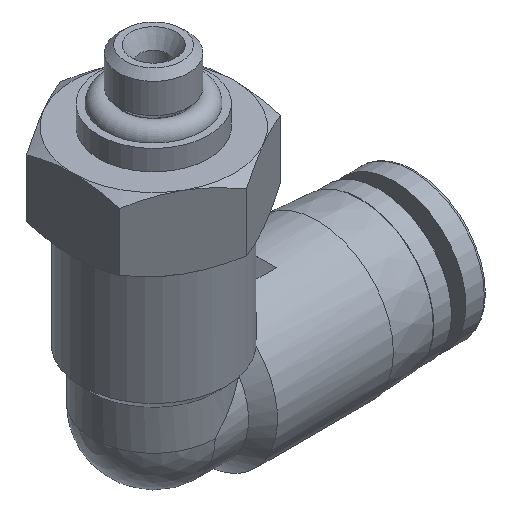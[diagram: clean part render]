
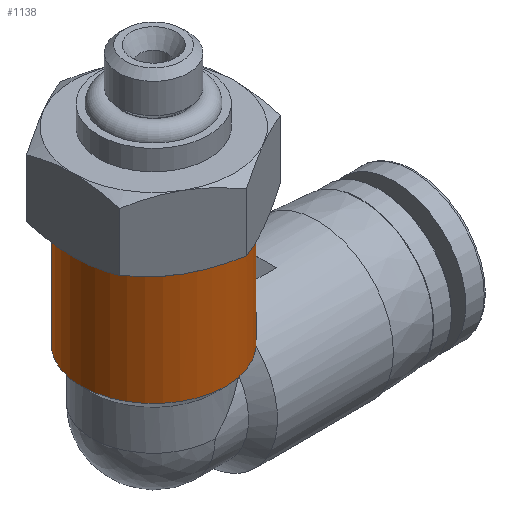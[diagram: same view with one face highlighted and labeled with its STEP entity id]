
A CAD part, isometric view. The second image highlights one B-rep face of the part: STEP entity #1138.
In plain terms, the highlighted cylindrical face has radius 5 mm (diameter 10 mm), a full revolution.
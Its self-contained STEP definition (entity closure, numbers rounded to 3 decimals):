
#44=LINE('',#1603,#56);
#45=LINE('',#1607,#57);
#56=VECTOR('',#1337,1000.);
#57=VECTOR('',#1340,1000.);
#92=B_SPLINE_CURVE_WITH_KNOTS('',3,(#1587,#1588,#1589,#1590),
 .UNSPECIFIED.,.F.,.F.,(4,4),(0.,0.),
 .UNSPECIFIED.);
#93=B_SPLINE_CURVE_WITH_KNOTS('',3,(#1592,#1593,#1594,#1595),
 .UNSPECIFIED.,.F.,.F.,(4,4),(0.,0.),
 .UNSPECIFIED.);
#94=B_SPLINE_CURVE_WITH_KNOTS('',3,(#1597,#1598,#1599,#1600,#1601),
 .UNSPECIFIED.,.F.,.F.,(4,1,4),(0.006,0.008,0.009),
 .UNSPECIFIED.);
#95=B_SPLINE_CURVE_WITH_KNOTS('',3,(#1609,#1610,#1611,#1612),
 .UNSPECIFIED.,.F.,.F.,(4,4),(0.,0.003),.UNSPECIFIED.);
#123=ELLIPSE('',#1211,7.071,5.);
#138=ORIENTED_EDGE('',*,*,#331,.F.);
#139=ORIENTED_EDGE('',*,*,#332,.F.);
#140=ORIENTED_EDGE('',*,*,#329,.T.);
#141=ORIENTED_EDGE('',*,*,#333,.F.);
#142=ORIENTED_EDGE('',*,*,#334,.F.);
#143=ORIENTED_EDGE('',*,*,#335,.F.);
#144=ORIENTED_EDGE('',*,*,#336,.F.);
#145=ORIENTED_EDGE('',*,*,#337,.T.);
#146=ORIENTED_EDGE('',*,*,#338,.F.);
#329=EDGE_CURVE('',#426,#425,#490,.T.);
#331=EDGE_CURVE('',#427,#427,#491,.T.);
#332=EDGE_CURVE('',#426,#428,#92,.T.);
#333=EDGE_CURVE('',#429,#425,#93,.T.);
#334=EDGE_CURVE('',#430,#429,#94,.T.);
#335=EDGE_CURVE('',#431,#430,#44,.F.);
#336=EDGE_CURVE('',#432,#431,#123,.T.);
#337=EDGE_CURVE('',#432,#433,#45,.F.);
#338=EDGE_CURVE('',#428,#433,#95,.T.);
#425=VERTEX_POINT('',#1577);
#426=VERTEX_POINT('',#1579);
#427=VERTEX_POINT('',#1586);
#428=VERTEX_POINT('',#1591);
#429=VERTEX_POINT('',#1596);
#430=VERTEX_POINT('',#1602);
#431=VERTEX_POINT('',#1604);
#432=VERTEX_POINT('',#1606);
#433=VERTEX_POINT('',#1608);
#490=CIRCLE('',#1208,5.);
#491=CIRCLE('',#1210,5.);
#538=EDGE_LOOP('',(#138));
#539=EDGE_LOOP('',(#139,#140,#141,#142,#143,#144,#145,#146));
#627=FACE_BOUND('',#538,.T.);
#628=FACE_BOUND('',#539,.T.);
#714=CYLINDRICAL_SURFACE('',#1209,5.);
#1138=ADVANCED_FACE('',(#627,#628),#714,.T.);
#1208=AXIS2_PLACEMENT_3D('',#1578,#1331,#1332);
#1209=AXIS2_PLACEMENT_3D('',#1584,#1333,#1334);
#1210=AXIS2_PLACEMENT_3D('',#1585,#1335,#1336);
#1211=AXIS2_PLACEMENT_3D('',#1605,#1338,#1339);
#1331=DIRECTION('',(0.,0.,1.));
#1332=DIRECTION('',(1.,0.,0.));
#1333=DIRECTION('',(0.,0.,1.));
#1334=DIRECTION('',(1.,0.,0.));
#1335=DIRECTION('',(0.,0.,1.));
#1336=DIRECTION('',(1.,0.,0.));
#1337=DIRECTION('',(0.,0.,1.));
#1338=DIRECTION('',(-0.707,0.,-0.707));
#1339=DIRECTION('',(-0.707,0.,0.707));
#1340=DIRECTION('',(0.,0.,1.));
#1577=CARTESIAN_POINT('',(3.229,-3.817,3.5));
#1578=CARTESIAN_POINT('',(0.,0.,3.5));
#1579=CARTESIAN_POINT('',(3.229,3.817,3.5));
#1584=CARTESIAN_POINT('',(0.,0.,16.5));
#1585=CARTESIAN_POINT('',(0.,0.,11.5));
#1586=CARTESIAN_POINT('',(5.,0.,11.5));
#1587=CARTESIAN_POINT('',(3.229,3.817,3.5));
#1588=CARTESIAN_POINT('',(3.252,3.798,3.556));
#1589=CARTESIAN_POINT('',(3.276,3.777,3.612));
#1590=CARTESIAN_POINT('',(3.3,3.756,3.668));
#1591=CARTESIAN_POINT('',(3.3,3.756,3.668));
#1592=CARTESIAN_POINT('',(3.3,-3.756,3.668));
#1593=CARTESIAN_POINT('',(3.276,-3.777,3.612));
#1594=CARTESIAN_POINT('',(3.252,-3.798,3.556));
#1595=CARTESIAN_POINT('',(3.229,-3.817,3.5));
#1596=CARTESIAN_POINT('',(3.3,-3.756,3.668));
#1597=CARTESIAN_POINT('',(4.841,-1.25,5.099));
#1598=CARTESIAN_POINT('',(4.706,-1.776,4.97));
#1599=CARTESIAN_POINT('',(4.27,-2.741,4.557));
#1600=CARTESIAN_POINT('',(3.647,-3.451,3.98));
#1601=CARTESIAN_POINT('',(3.3,-3.756,3.668));
#1602=CARTESIAN_POINT('',(4.841,-1.25,5.099));
#1603=CARTESIAN_POINT('',(4.841,-1.25,16.5));
#1604=CARTESIAN_POINT('',(4.841,-1.25,7.462));
#1605=CARTESIAN_POINT('',(0.,0.,12.304));
#1606=CARTESIAN_POINT('',(4.841,1.25,7.462));
#1607=CARTESIAN_POINT('',(4.841,1.25,16.5));
#1608=CARTESIAN_POINT('',(4.841,1.25,5.099));
#1609=CARTESIAN_POINT('',(3.3,3.756,3.668));
#1610=CARTESIAN_POINT('',(3.995,3.146,4.293));
#1611=CARTESIAN_POINT('',(4.569,2.305,4.84));
#1612=CARTESIAN_POINT('',(4.841,1.25,5.099));
